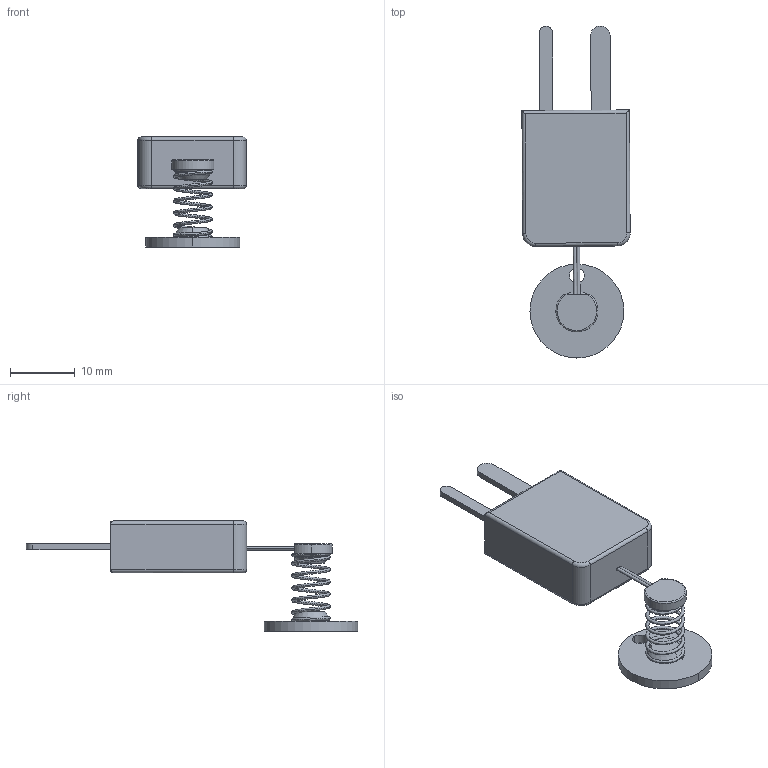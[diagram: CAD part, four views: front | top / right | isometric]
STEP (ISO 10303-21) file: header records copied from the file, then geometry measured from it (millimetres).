
FILE_DESCRIPTION (( 'STEP AP214' ), '1' );
FILE_NAME ('MOD-TS04-003.STEP', '2019-05-10T10:03:28', ( 'firstrun' ), ( 'Hewlett-Packard Company' ), 'SwSTEP 2.0', 'SolidWorks 2015', '' );
FILE_SCHEMA (( 'AUTOMOTIVE_DESIGN' ));
Length unit declared in the file: millimetre
Products named in the file (1): MOD-TS04-003
Bounding box: 16.72 x 51.27 x 17 mm (x, y, z)
Volume: 3194.2 mm3; surface area: 2154.6 mm2
Topology: 1 solids, 1 shells, 209 faces, 536 edges, 349 vertices
Faces by surface type: plane 106, bspline 51, cylinder 33, torus 15, cone 4
Entity records: 13089 total; most frequent: CARTESIAN_POINT 7579, ORIENTED_EDGE 1072, DIRECTION 812, EDGE_CURVE 536, VERTEX_POINT 349, VECTOR 316, LINE 316, AXIS2_PLACEMENT_3D 248
